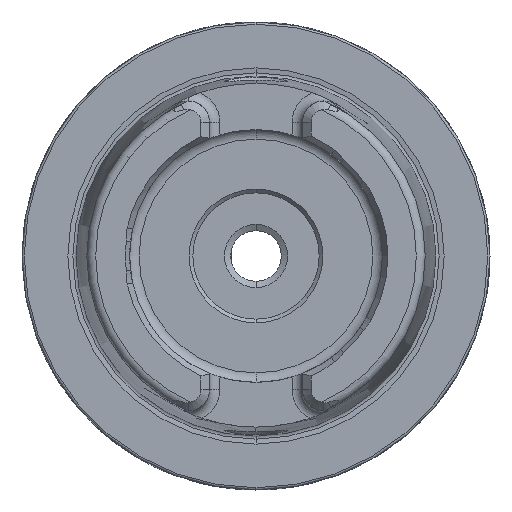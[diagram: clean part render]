
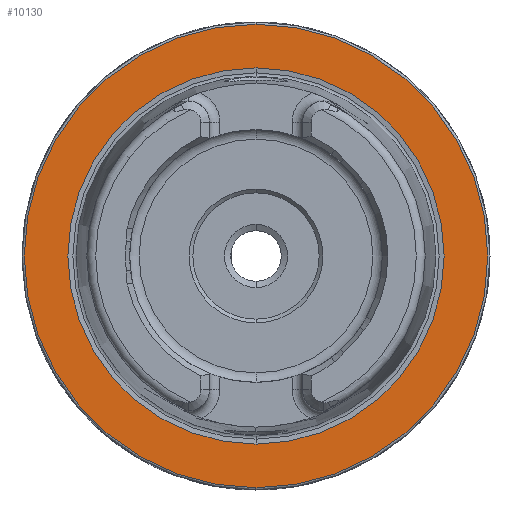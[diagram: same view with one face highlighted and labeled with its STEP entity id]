
A CAD part, left-side view. The second image highlights one B-rep face of the part: STEP entity #10130.
In plain terms, the highlighted planar face has unit normal (-1, 0, 0).
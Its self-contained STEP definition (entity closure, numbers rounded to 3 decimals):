
#1032 = CIRCLE ( 'NONE', #6671, 31.2 ) ;
#1254 = CIRCLE ( 'NONE', #8929, 25.324 ) ;
#1655 = CIRCLE ( 'NONE', #9001, 25.324 ) ;
#1707 = ORIENTED_EDGE ( 'NONE', *, *, #4620, .F. ) ;
#1732 = ORIENTED_EDGE ( 'NONE', *, *, #2440, .T. ) ;
#1932 = ORIENTED_EDGE ( 'NONE', *, *, #10113, .T. ) ;
#1967 = ORIENTED_EDGE ( 'NONE', *, *, #7471, .F. ) ;
#2440 = EDGE_CURVE ( 'NONE', #5159, #5505, #1032, .T. ) ;
#3100 = CARTESIAN_POINT ( 'NONE',  ( 0., 0., 0. ) ) ;
#3107 = DIRECTION ( 'NONE',  ( -1., 0., 0. ) ) ;
#3108 = DIRECTION ( 'NONE',  ( 0., 0., 1. ) ) ;
#3724 = CARTESIAN_POINT ( 'NONE',  ( 0., 0., 0. ) ) ;
#3725 = DIRECTION ( 'NONE',  ( -1., 0., 0. ) ) ;
#3726 = DIRECTION ( 'NONE',  ( 0., 0., 1. ) ) ;
#3768 = CARTESIAN_POINT ( 'NONE',  ( 0., 31.2, 0. ) ) ;
#3771 = PLANE ( 'NONE',  #9069 ) ;
#3773 = DIRECTION ( 'NONE',  ( 1., 0., 0. ) ) ;
#3774 = DIRECTION ( 'NONE',  ( 0., 0., -1. ) ) ;
#4620 = EDGE_CURVE ( 'NONE', #5181, #5563, #1254, .T. ) ;
#5159 = VERTEX_POINT ( 'NONE', #7027 ) ;
#5181 = VERTEX_POINT ( 'NONE', #7040 ) ;
#5392 = EDGE_LOOP ( 'NONE', ( #1932, #1732 ) ) ;
#5505 = VERTEX_POINT ( 'NONE', #7177 ) ;
#5563 = VERTEX_POINT ( 'NONE', #7216 ) ;
#5568 = EDGE_LOOP ( 'NONE', ( #1707, #1967 ) ) ;
#6671 = AXIS2_PLACEMENT_3D ( 'NONE', #9980, #9971, #9850 ) ;
#6858 = CARTESIAN_POINT ( 'NONE',  ( 0., 0., 0. ) ) ;
#6859 = DIRECTION ( 'NONE',  ( -1., 0., 0. ) ) ;
#6860 = DIRECTION ( 'NONE',  ( 0., 0., 1. ) ) ;
#7027 = CARTESIAN_POINT ( 'NONE',  ( 0., 0., -31.2 ) ) ;
#7040 = CARTESIAN_POINT ( 'NONE',  ( 0., 0., 25.324 ) ) ;
#7177 = CARTESIAN_POINT ( 'NONE',  ( 0., 0., 31.2 ) ) ;
#7216 = CARTESIAN_POINT ( 'NONE',  ( 0., 0., -25.324 ) ) ;
#7471 = EDGE_CURVE ( 'NONE', #5563, #5181, #1655, .T. ) ;
#8098 = CIRCLE ( 'NONE', #9056, 31.2 ) ;
#8123 = FACE_BOUND ( 'NONE', #5568, .T. ) ;
#8129 = FACE_OUTER_BOUND ( 'NONE', #5392, .T. ) ;
#8929 = AXIS2_PLACEMENT_3D ( 'NONE', #3100, #3107, #3108 ) ;
#9001 = AXIS2_PLACEMENT_3D ( 'NONE', #6858, #6859, #6860 ) ;
#9056 = AXIS2_PLACEMENT_3D ( 'NONE', #3724, #3725, #3726 ) ;
#9069 = AXIS2_PLACEMENT_3D ( 'NONE', #3768, #3773, #3774 ) ;
#9850 = DIRECTION ( 'NONE',  ( 0., 0., 1. ) ) ;
#9971 = DIRECTION ( 'NONE',  ( -1., 0., 0. ) ) ;
#9980 = CARTESIAN_POINT ( 'NONE',  ( 0., 0., 0. ) ) ;
#10113 = EDGE_CURVE ( 'NONE', #5505, #5159, #8098, .T. ) ;
#10130 = ADVANCED_FACE ( 'NONE', ( #8123, #8129 ), #3771, .F. ) ;
